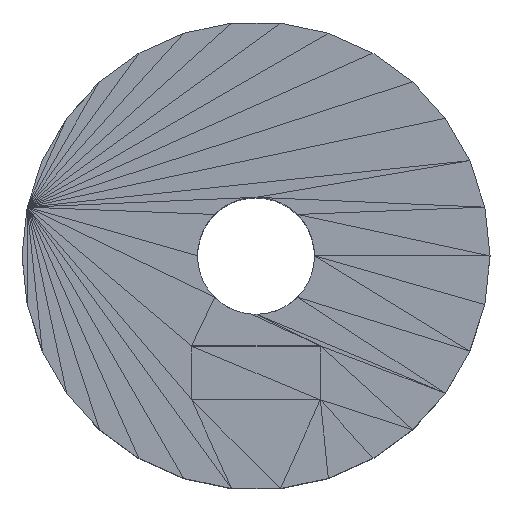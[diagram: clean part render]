
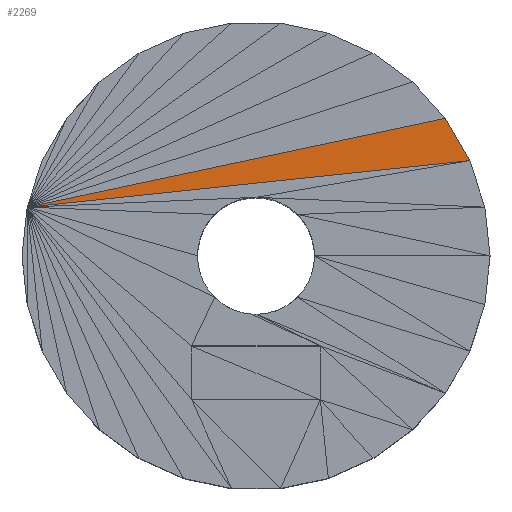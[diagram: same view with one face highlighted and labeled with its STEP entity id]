
A CAD part, top view. The second image highlights one B-rep face of the part: STEP entity #2269.
In plain terms, the highlighted planar face has unit normal (0, 0, 1).
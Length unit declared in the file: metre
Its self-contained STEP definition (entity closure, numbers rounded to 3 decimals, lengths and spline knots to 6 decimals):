
#395 = CARTESIAN_POINT ( 'NONE',  ( 15.00917, 60.164999, 9.889356 ) ) ;
#397 = CARTESIAN_POINT ( 'NONE',  ( 14.990253, 60.16301, 9.889356 ) ) ;
#427 = CARTESIAN_POINT ( 'NONE',  ( 15.008125, 60.166809, 9.889356 ) ) ;
#1553 = VECTOR ( 'NONE', #9094, 1. ) ;
#1554 = VECTOR ( 'NONE', #9092, 1. ) ;
#1622 = VECTOR ( 'NONE', #8982, 1. ) ;
#2269 = ADVANCED_FACE ( 'NONE', ( #9572 ), #15950, .T. ) ;
#3264 = LINE ( 'NONE', #9093, #1553 ) ;
#3265 = LINE ( 'NONE', #9091, #1554 ) ;
#3320 = LINE ( 'NONE', #8981, #1622 ) ;
#4397 = EDGE_CURVE ( 'NONE', #11071, #11154, #3320, .T. ) ;
#4452 = EDGE_CURVE ( 'NONE', #11071, #11059, #3265, .T. ) ;
#4453 = EDGE_CURVE ( 'NONE', #11059, #11154, #3264, .T. ) ;
#7196 = AXIS2_PLACEMENT_3D ( 'NONE', #15949, #15947, #15946 ) ;
#8263 = EDGE_LOOP ( 'NONE', ( #11794, #11629, #11369 ) ) ;
#8981 = CARTESIAN_POINT ( 'NONE',  ( 14.990253, 60.16301, 9.889356 ) ) ;
#8982 = DIRECTION ( 'NONE',  ( 0.978, 0.208, 0. ) ) ;
#9091 = CARTESIAN_POINT ( 'NONE',  ( 14.990253, 60.16301, 9.889356 ) ) ;
#9092 = DIRECTION ( 'NONE',  ( 0.995, 0.105, 0. ) ) ;
#9093 = CARTESIAN_POINT ( 'NONE',  ( 15.00917, 60.164999, 9.889356 ) ) ;
#9094 = DIRECTION ( 'NONE',  ( -0.5, 0.866, 0. ) ) ;
#9572 = FACE_OUTER_BOUND ( 'NONE', #8263, .T. ) ;
#11059 = VERTEX_POINT ( 'NONE', #395 ) ;
#11071 = VERTEX_POINT ( 'NONE', #397 ) ;
#11154 = VERTEX_POINT ( 'NONE', #427 ) ;
#11369 = ORIENTED_EDGE ( 'NONE', *, *, #4452, .T. ) ;
#11629 = ORIENTED_EDGE ( 'NONE', *, *, #4397, .F. ) ;
#11794 = ORIENTED_EDGE ( 'NONE', *, *, #4453, .T. ) ;
#15946 = DIRECTION ( 'NONE',  ( 1., 0., 0. ) ) ;
#15947 = DIRECTION ( 'NONE',  ( 0., 0., 1. ) ) ;
#15949 = CARTESIAN_POINT ( 'NONE',  ( 15.008125, 60.166809, 9.889356 ) ) ;
#15950 = PLANE ( 'NONE',  #7196 ) ;
